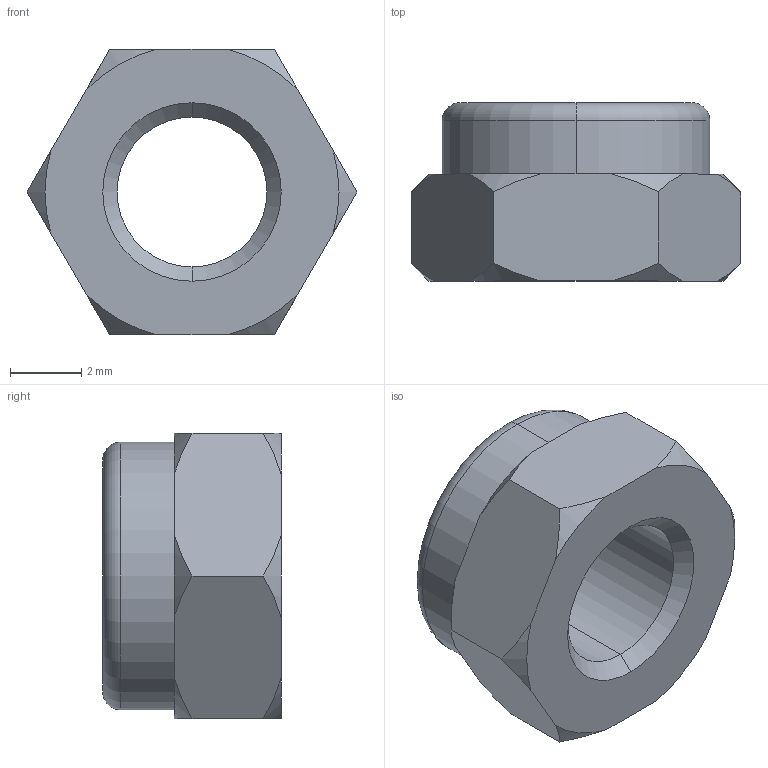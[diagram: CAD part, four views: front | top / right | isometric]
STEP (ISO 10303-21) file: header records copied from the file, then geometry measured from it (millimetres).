
FILE_DESCRIPTION (( 'STEP AP214' ), '1' );
FILE_NAME ('A229 Ñàìîêîíòðÿùàÿñÿ ãàéêà M5.STEP', '2019-10-24T09:25:33', ( 'Windows User' ), ( '' ), 'SwSTEP 2.0', 'SolidWorks 2019', '' );
FILE_SCHEMA (( 'AUTOMOTIVE_DESIGN' ));
Length unit declared in the file: millimetre
Products named in the file (1): A229 Ñàìîêîíòðÿùàÿñÿ ãàéêà M5
Bounding box: 9.24 x 5 x 8 mm (x, y, z)
Volume: 181.1 mm3; surface area: 267.2 mm2
Topology: 1 solids, 1 shells, 32 faces, 80 edges, 52 vertices
Faces by surface type: cone 14, plane 10, cylinder 6, torus 2
Entity records: 1070 total; most frequent: CARTESIAN_POINT 261, ORIENTED_EDGE 160, DIRECTION 152, EDGE_CURVE 80, AXIS2_PLACEMENT_3D 63, VERTEX_POINT 52, EDGE_LOOP 36, ADVANCED_FACE 32
